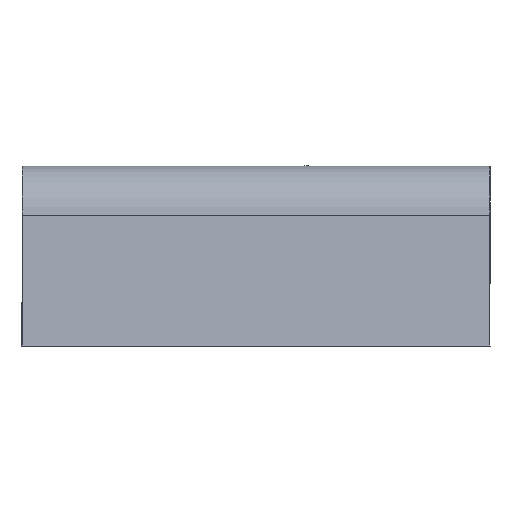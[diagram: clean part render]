
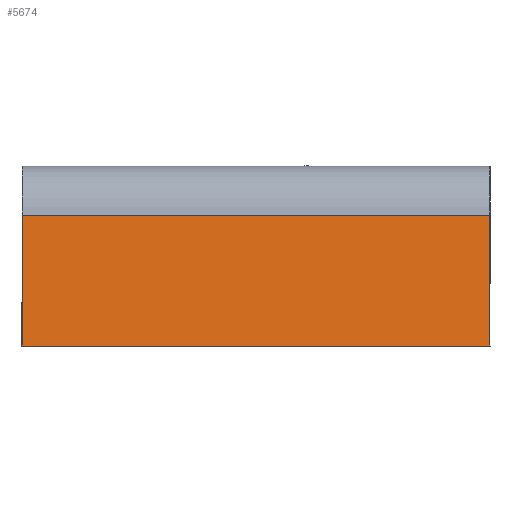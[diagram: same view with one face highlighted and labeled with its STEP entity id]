
A CAD part, left-side view. The second image highlights one B-rep face of the part: STEP entity #5674.
In plain terms, the highlighted planar face has unit normal (-0.996, 0, 0.087).
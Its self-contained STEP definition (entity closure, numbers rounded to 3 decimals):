
#56 = VERTEX_POINT ( 'NONE', #66 ) ;
#66 = CARTESIAN_POINT ( 'NONE',  ( -69.125, 0., 10. ) ) ;
#330 = ORIENTED_EDGE ( 'NONE', *, *, #5385, .F. ) ;
#425 = LINE ( 'NONE', #2795, #502 ) ;
#502 = VECTOR ( 'NONE', #6416, 1000. ) ;
#629 = VECTOR ( 'NONE', #4098, 1000. ) ;
#698 = CARTESIAN_POINT ( 'NONE',  ( -68.49, 0., 17.261 ) ) ;
#1224 = LINE ( 'NONE', #4887, #3350 ) ;
#1767 = CARTESIAN_POINT ( 'NONE',  ( -70., 0., 0. ) ) ;
#1899 = ORIENTED_EDGE ( 'NONE', *, *, #3202, .T. ) ;
#2119 = DIRECTION ( 'NONE',  ( 0.087, 0., 0.996 ) ) ;
#2143 = DIRECTION ( 'NONE',  ( -0.087, 0., -0.996 ) ) ;
#2488 = EDGE_CURVE ( 'NONE', #3050, #7462, #2758, .T. ) ;
#2758 = LINE ( 'NONE', #5747, #6454 ) ;
#2795 = CARTESIAN_POINT ( 'NONE',  ( -69.125, 50., 10. ) ) ;
#2943 = ORIENTED_EDGE ( 'NONE', *, *, #2488, .T. ) ;
#3050 = VERTEX_POINT ( 'NONE', #3564 ) ;
#3202 = EDGE_CURVE ( 'NONE', #4687, #3050, #1224, .T. ) ;
#3350 = VECTOR ( 'NONE', #7267, 1000. ) ;
#3564 = CARTESIAN_POINT ( 'NONE',  ( -68.49, 26., 17.261 ) ) ;
#3826 = CARTESIAN_POINT ( 'NONE',  ( -70., 50., 0. ) ) ;
#4098 = DIRECTION ( 'NONE',  ( 0.087, 0., 0.996 ) ) ;
#4409 = PLANE ( 'NONE',  #5593 ) ;
#4605 = CARTESIAN_POINT ( 'NONE',  ( -69.125, 26., 10. ) ) ;
#4687 = VERTEX_POINT ( 'NONE', #698 ) ;
#4887 = CARTESIAN_POINT ( 'NONE',  ( -68.49, 48.25, 17.261 ) ) ;
#5385 = EDGE_CURVE ( 'NONE', #56, #7462, #425, .T. ) ;
#5480 = EDGE_CURVE ( 'NONE', #56, #4687, #7026, .T. ) ;
#5593 = AXIS2_PLACEMENT_3D ( 'NONE', #3826, #6785, #2119 ) ;
#5674 = ADVANCED_FACE ( 'NONE', ( #6825 ), #4409, .T. ) ;
#5747 = CARTESIAN_POINT ( 'NONE',  ( -70., 26., 0. ) ) ;
#6416 = DIRECTION ( 'NONE',  ( 0., 1., 0. ) ) ;
#6454 = VECTOR ( 'NONE', #2143, 1000. ) ;
#6785 = DIRECTION ( 'NONE',  ( -0.996, 0., 0.087 ) ) ;
#6825 = FACE_OUTER_BOUND ( 'NONE', #7209, .T. ) ;
#7026 = LINE ( 'NONE', #1767, #629 ) ;
#7209 = EDGE_LOOP ( 'NONE', ( #330, #7578, #1899, #2943 ) ) ;
#7267 = DIRECTION ( 'NONE',  ( 0., 1., 0. ) ) ;
#7462 = VERTEX_POINT ( 'NONE', #4605 ) ;
#7578 = ORIENTED_EDGE ( 'NONE', *, *, #5480, .T. ) ;
